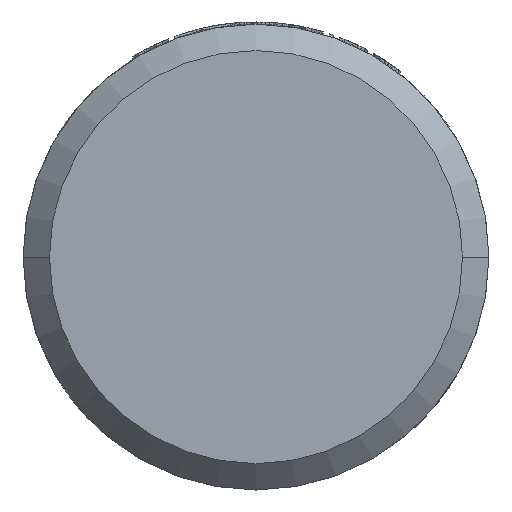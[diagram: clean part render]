
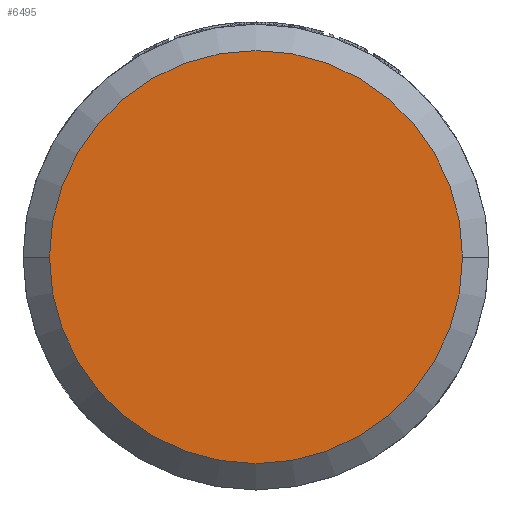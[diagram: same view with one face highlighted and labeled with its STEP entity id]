
A CAD part, front view. The second image highlights one B-rep face of the part: STEP entity #6495.
In plain terms, the highlighted planar face has unit normal (0, -1, 0).
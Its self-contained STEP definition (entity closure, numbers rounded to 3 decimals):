
#6=CARTESIAN_POINT('',(0.,0.,0.));
#7=DIRECTION('',(0.,-1.,0.));
#8=DIRECTION('',(1.,0.,0.));
#9=AXIS2_PLACEMENT_3D('',#6,#7,#8);
#4972=CARTESIAN_POINT('',(0.,0.,0.));
#4973=DIRECTION('',(0.,1.,0.));
#4974=DIRECTION('',(1.,0.,0.));
#4975=AXIS2_PLACEMENT_3D('',#4972,#4973,#4974);
#6098=CARTESIAN_POINT('',(23.5,0.,0.));
#6099=CARTESIAN_POINT('',(-23.5,0.,0.));
#6100=VERTEX_POINT('',#6098);
#6101=VERTEX_POINT('',#6099);
#6484=CARTESIAN_POINT('',(0.,0.,0.));
#6485=DIRECTION('',(0.,-1.,0.));
#6486=DIRECTION('',(-1.,0.,0.));
#6487=AXIS2_PLACEMENT_3D('',#6484,#6485,#6486);
#6488=PLANE('',#6487);
#6490=ORIENTED_EDGE('',*,*,#6489,.F.);
#6492=ORIENTED_EDGE('',*,*,#6491,.T.);
#6493=EDGE_LOOP('',(#6490,#6492));
#6494=FACE_OUTER_BOUND('',#6493,.F.);
#6495=ADVANCED_FACE('',(#6494),#6488,.T.);
#10=CIRCLE('',#9,23.5);
#4976=CIRCLE('',#4975,23.5);
#6489=EDGE_CURVE('',#6100,#6101,#10,.T.);
#6491=EDGE_CURVE('',#6100,#6101,#4976,.T.);
